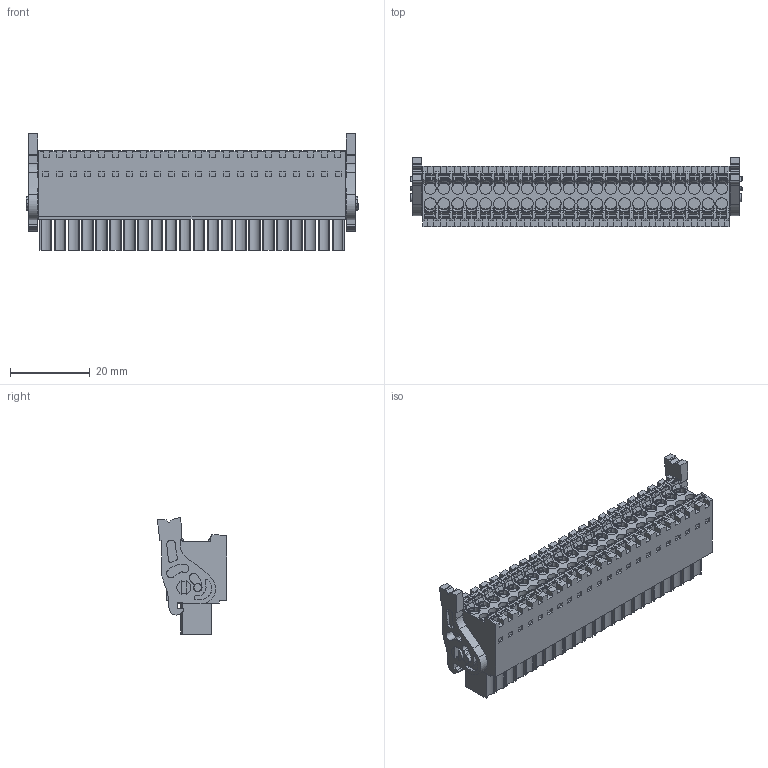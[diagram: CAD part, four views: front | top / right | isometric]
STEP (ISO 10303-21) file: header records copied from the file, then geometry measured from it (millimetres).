
FILE_DESCRIPTION(('CATIA V5 STEP','CAx-IF Rec.Pracs.--- Model Styling and Organization---1.4--- 2014-01-23'),'2;1');
FILE_NAME ('D1471859_2', '2023-08-22T06:49:57+00:00', ('none'), ('Weidmueller'), 'CATIA Version 5-6 Release 2016 SP3 HF44', 'CATIA V5 STEP AP214', 'none');
FILE_SCHEMA(('AUTOMOTIVE_DESIGN { 1 0 10303 214 1 1 1 1 }'));
Products named in the file (1): 2558650000
Bounding box: 83.5 x 17.45 x 29.28 mm (x, y, z)
Volume: 22129.4 mm3; surface area: 14509.2 mm2
Topology: 47 solids, 47 shells, 3098 faces, 9013 edges, 6131 vertices
Faces by surface type: plane 1972, cylinder 420, extrusion 267, torus 263, cone 88, bspline 88
Entity records: 106254 total; most frequent: CARTESIAN_POINT 33118, ORIENTED_EDGE 18026, DIRECTION 10276, EDGE_CURVE 9013, VECTOR 6580, LINE 6313, VERTEX_POINT 6131, EDGE_LOOP 3232
